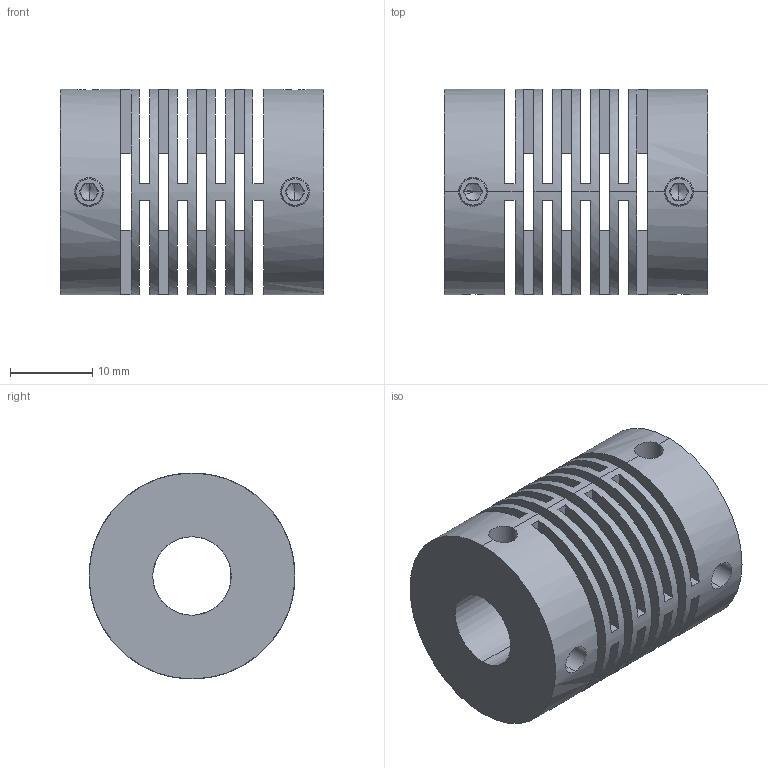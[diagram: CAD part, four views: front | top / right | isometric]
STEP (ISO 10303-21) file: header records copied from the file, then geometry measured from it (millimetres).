
FILE_DESCRIPTION (( 'STEP AP214' ), '1' );
FILE_NAME ('GJK-953D.STEP', '2016-06-30T14:06:33', ( '' ), ( '' ), 'SwSTEP 2.0', 'SolidWorks 2016', '' );
FILE_SCHEMA (( 'AUTOMOTIVE_DESIGN' ));
Length unit declared in the file: millimetre
Products named in the file (1): GJK-953D
Bounding box: 32 x 25 x 25 mm (x, y, z)
Volume: 9201.9 mm3; surface area: 10073.5 mm2
Topology: 1 solids, 1 shells, 154 faces, 458 edges, 282 vertices
Faces by surface type: plane 102, cone 32, cylinder 20
Entity records: 5546 total; most frequent: CARTESIAN_POINT 1327, ORIENTED_EDGE 884, DIRECTION 882, EDGE_CURVE 442, AXIS2_PLACEMENT_3D 301, VERTEX_POINT 282, VECTOR 280, LINE 280
